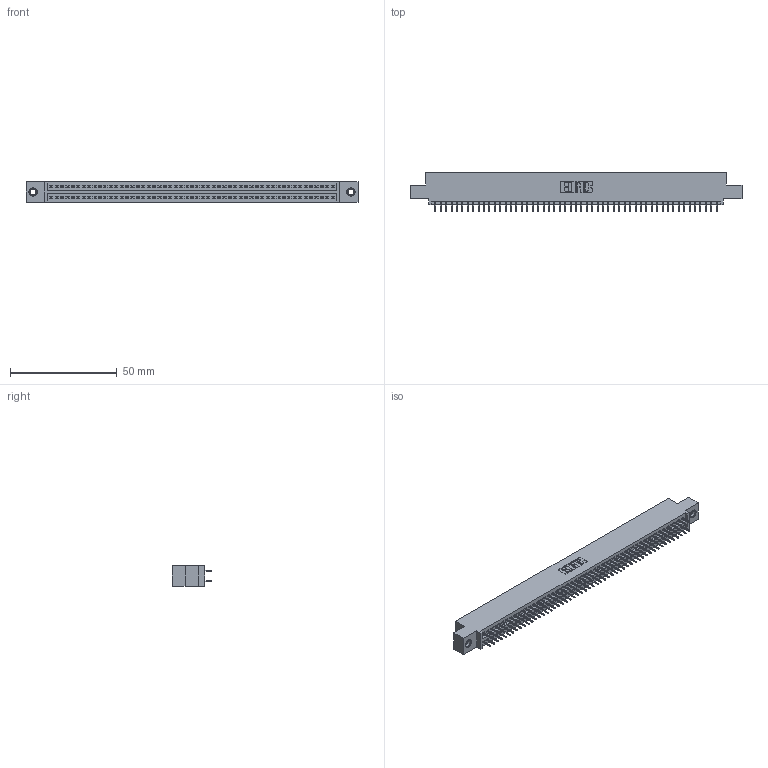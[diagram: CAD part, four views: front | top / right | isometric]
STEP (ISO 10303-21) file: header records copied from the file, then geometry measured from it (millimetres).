
FILE_DESCRIPTION (( 'STEP AP203' ), '1' );
FILE_NAME ('845-106-525-507.STEP', '2020-09-24T06:11:20', ( '' ), ( '' ), 'SwSTEP 2.0', 'SolidWorks 2020', '' );
FILE_SCHEMA (( 'CONFIG_CONTROL_DESIGN' ));
Length unit declared in the file: inch
Products named in the file (4): 345-292-001_345-293-125; 845-106-525-507; 345-250-001_345-250-005-103; 845 Part_0.110 Offset - 0.156 Dia-TI
Assembly tree (109 placements, depth 2):
  845-106-525-507
    845 Part_0.110 Offset - 0.156 Dia-TI
    345-292-001_345-293-125  x106
    345-250-001_345-250-005-103  x2
Bounding box: 155.83 x 18.72 x 9.4 mm (x, y, z)
Volume: 14978.1 mm3; surface area: 21948.2 mm2
Topology: 109 solids, 109 shells, 5914 faces, 16707 edges, 10706 vertices
Faces by surface type: plane 4250, cylinder 1648, cone 12, torus 4
Entity records: 41496 total; most frequent: CARTESIAN_POINT 6927, ORIENTED_EDGE 6854, DIRECTION 6121, EDGE_CURVE 3427, LINE 3067, VECTOR 3067, VERTEX_POINT 2276, AXIS2_PLACEMENT_3D 1527
